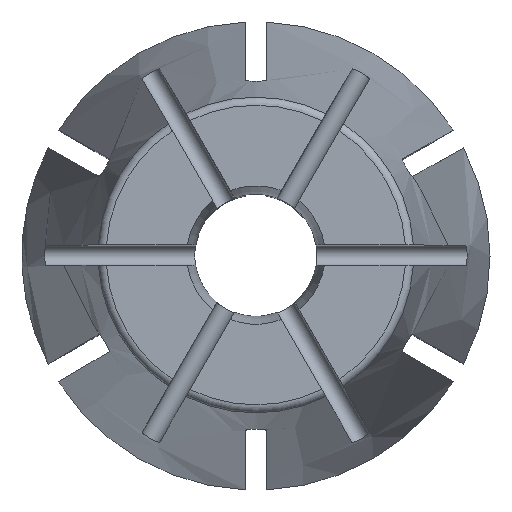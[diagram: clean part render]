
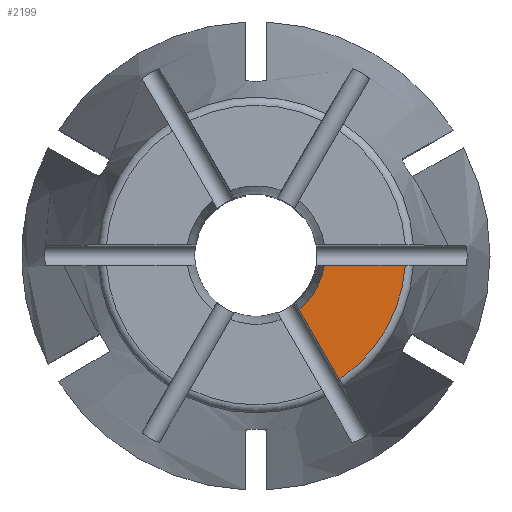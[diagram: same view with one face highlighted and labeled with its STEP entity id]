
A CAD part, top view. The second image highlights one B-rep face of the part: STEP entity #2199.
In plain terms, the highlighted planar face has unit normal (0, 0, 1).
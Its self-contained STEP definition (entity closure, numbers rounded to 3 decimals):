
#77=PLANE('',#2357);
#274=CIRCLE('',#2358,3.679);
#275=CIRCLE('',#2359,1.7);
#443=ORIENTED_EDGE('',*,*,#1156,.F.);
#444=ORIENTED_EDGE('',*,*,#1157,.T.);
#445=ORIENTED_EDGE('',*,*,#1158,.T.);
#446=ORIENTED_EDGE('',*,*,#1159,.F.);
#1156=EDGE_CURVE('',#1509,#1510,#1713,.T.);
#1157=EDGE_CURVE('',#1509,#1511,#274,.T.);
#1158=EDGE_CURVE('',#1511,#1512,#1714,.T.);
#1159=EDGE_CURVE('',#1510,#1512,#275,.T.);
#1509=VERTEX_POINT('',#3372);
#1510=VERTEX_POINT('',#3373);
#1511=VERTEX_POINT('',#3375);
#1512=VERTEX_POINT('',#3377);
#1713=LINE('',#3371,#1833);
#1714=LINE('',#3376,#1834);
#1833=VECTOR('',#2657,1000.);
#1834=VECTOR('',#2660,1000.);
#1933=EDGE_LOOP('',(#443,#444,#445,#446));
#2057=FACE_BOUND('',#1933,.T.);
#2199=ADVANCED_FACE('',(#2057),#77,.F.);
#2357=AXIS2_PLACEMENT_3D('',#3370,#2655,#2656);
#2358=AXIS2_PLACEMENT_3D('',#3374,#2658,#2659);
#2359=AXIS2_PLACEMENT_3D('',#3378,#2661,#2662);
#2655=DIRECTION('',(0.,0.,-1.));
#2656=DIRECTION('',(-1.,0.,0.));
#2657=DIRECTION('',(-0.5,0.866,0.));
#2658=DIRECTION('',(0.,0.,1.));
#2659=DIRECTION('',(1.,0.,0.));
#2660=DIRECTION('',(-1.,0.,0.));
#2661=DIRECTION('',(0.,0.,1.));
#2662=DIRECTION('',(1.,0.,0.));
#3370=CARTESIAN_POINT('',(3.679,0.,13.5));
#3371=CARTESIAN_POINT('',(2.81,-4.368,13.5));
#3372=CARTESIAN_POINT('',(2.052,-3.054,13.5));
#3373=CARTESIAN_POINT('',(1.057,-1.331,13.5));
#3374=CARTESIAN_POINT('',(0.,0.,13.5));
#3375=CARTESIAN_POINT('',(3.67,-0.25,13.5));
#3376=CARTESIAN_POINT('',(5.188,-0.25,13.5));
#3377=CARTESIAN_POINT('',(1.682,-0.25,13.5));
#3378=CARTESIAN_POINT('',(0.,0.,13.5));
